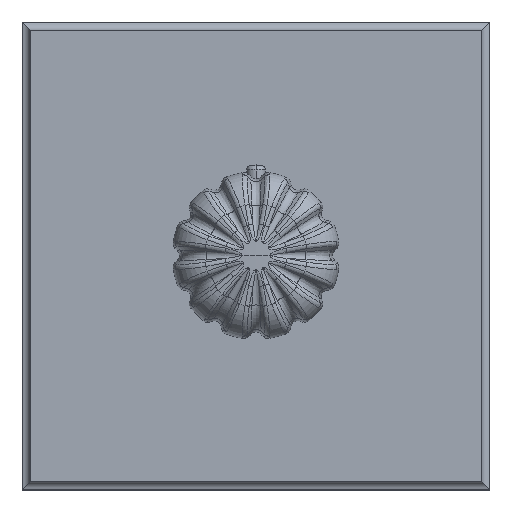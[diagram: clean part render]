
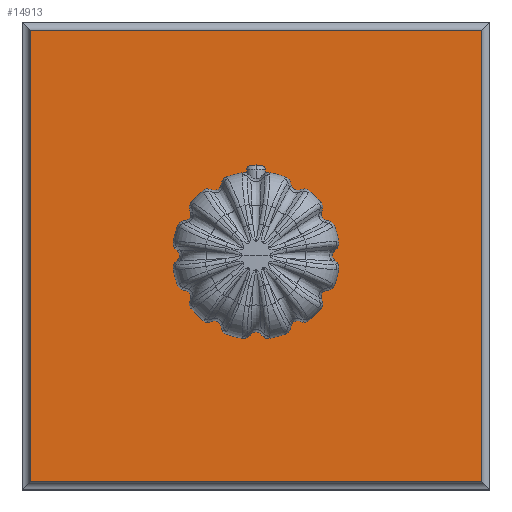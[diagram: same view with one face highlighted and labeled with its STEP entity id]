
A CAD part, top view. The second image highlights one B-rep face of the part: STEP entity #14913.
In plain terms, the highlighted planar face has unit normal (0, 0, 1).
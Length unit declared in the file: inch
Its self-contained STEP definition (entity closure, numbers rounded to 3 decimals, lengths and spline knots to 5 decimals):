
#2=DIRECTION('',(0.,-1.,0.));
#3=VECTOR('',#2,6.27);
#4=CARTESIAN_POINT('',(-3.135,3.135,0.313));
#5=LINE('',#4,#3);
#6=CARTESIAN_POINT('',(0.,0.,0.313));
#7=DIRECTION('',(0.,0.,-1.));
#8=DIRECTION('',(-1.,0.,0.));
#9=AXIS2_PLACEMENT_3D('',#6,#7,#8);
#11=CARTESIAN_POINT('',(0.,0.,0.313));
#12=DIRECTION('',(0.,0.,-1.));
#13=DIRECTION('',(1.,0.,0.));
#14=AXIS2_PLACEMENT_3D('',#11,#12,#13);
#16=DIRECTION('',(-1.,0.,0.));
#17=VECTOR('',#16,6.27);
#18=CARTESIAN_POINT('',(3.135,3.135,0.313));
#19=LINE('',#18,#17);
#98=DIRECTION('',(1.,0.,0.));
#99=VECTOR('',#98,6.27);
#100=CARTESIAN_POINT('',(-3.135,-3.135,0.313));
#101=LINE('',#100,#99);
#123=DIRECTION('',(0.,1.,0.));
#124=VECTOR('',#123,6.27);
#125=CARTESIAN_POINT('',(3.135,-3.135,0.313));
#126=LINE('',#125,#124);
#13496=CARTESIAN_POINT('',(-3.135,3.135,0.313));
#13497=CARTESIAN_POINT('',(-3.135,-3.135,0.313));
#13498=VERTEX_POINT('',#13496);
#13499=VERTEX_POINT('',#13497);
#13504=CARTESIAN_POINT('',(3.135,-3.135,0.313));
#13505=VERTEX_POINT('',#13504);
#13508=CARTESIAN_POINT('',(3.135,3.135,0.313));
#13509=VERTEX_POINT('',#13508);
#13516=CARTESIAN_POINT('',(-0.985,0.,0.313));
#13517=CARTESIAN_POINT('',(0.985,0.,0.313));
#13518=VERTEX_POINT('',#13516);
#13519=VERTEX_POINT('',#13517);
#14893=CARTESIAN_POINT('',(0.,0.,0.313));
#14894=DIRECTION('',(0.,0.,1.));
#14895=DIRECTION('',(1.,0.,0.));
#14896=AXIS2_PLACEMENT_3D('',#14893,#14894,#14895);
#14897=PLANE('',#14896);
#14898=ORIENTED_EDGE('',*,*,#14882,.F.);
#14900=ORIENTED_EDGE('',*,*,#14899,.F.);
#14902=ORIENTED_EDGE('',*,*,#14901,.F.);
#14904=ORIENTED_EDGE('',*,*,#14903,.F.);
#14905=EDGE_LOOP('',(#14898,#14900,#14902,#14904));
#14906=FACE_OUTER_BOUND('',#14905,.F.);
#14908=ORIENTED_EDGE('',*,*,#14907,.F.);
#14910=ORIENTED_EDGE('',*,*,#14909,.F.);
#14911=EDGE_LOOP('',(#14908,#14910));
#14912=FACE_BOUND('',#14911,.F.);
#14913=ADVANCED_FACE('',(#14906,#14912),#14897,.T.);
#10=CIRCLE('',#9,0.985);
#15=CIRCLE('',#14,0.985);
#14882=EDGE_CURVE('',#13498,#13499,#5,.T.);
#14899=EDGE_CURVE('',#13509,#13498,#19,.T.);
#14901=EDGE_CURVE('',#13505,#13509,#126,.T.);
#14903=EDGE_CURVE('',#13499,#13505,#101,.T.);
#14907=EDGE_CURVE('',#13518,#13519,#10,.T.);
#14909=EDGE_CURVE('',#13519,#13518,#15,.T.);
